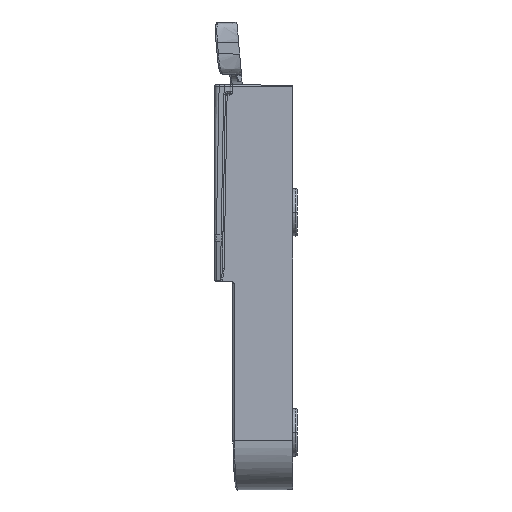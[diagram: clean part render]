
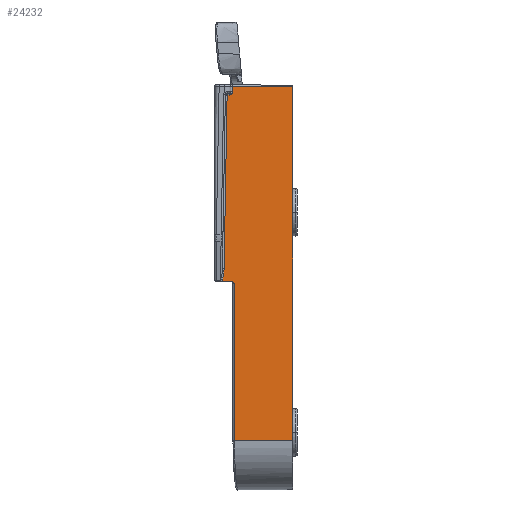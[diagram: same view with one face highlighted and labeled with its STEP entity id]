
A CAD part, left-side view. The second image highlights one B-rep face of the part: STEP entity #24232.
In plain terms, the highlighted planar face has unit normal (-1, -0.009, 0).
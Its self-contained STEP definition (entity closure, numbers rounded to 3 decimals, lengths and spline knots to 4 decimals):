
#7=CARTESIAN_POINT('',(-0.9796,-0.374,2.7428));
#91=CARTESIAN_POINT('',(-0.9796,-0.374,
0.3393));
#105=DIRECTION('',(0.,0.,1.));
#106=VECTOR('',#105,2.4035);
#107=CARTESIAN_POINT('',(-0.9796,-0.374,
0.3393));
#108=LINE('',#107,#106);
#286=DIRECTION('',(0.,0.,1.));
#287=VECTOR('',#286,0.0369);
#288=CARTESIAN_POINT('',(-0.9832,0.0355,
2.7095));
#289=LINE('',#288,#287);
#290=DIRECTION('',(0.009,-1.,-0.009));
#291=VECTOR('',#290,0.4096);
#292=CARTESIAN_POINT('',(-0.9832,0.0355,
2.7464));
#293=LINE('',#292,#291);
#294=DIRECTION('',(-0.009,1.,-0.009));
#295=VECTOR('',#294,0.3966);
#296=CARTESIAN_POINT('',(-0.9796,-0.374,
0.3393));
#297=LINE('',#296,#295);
#298=DIRECTION('',(0.,0.,1.));
#299=VECTOR('',#298,1.0705);
#300=CARTESIAN_POINT('',(-0.9831,0.0226,
0.3358));
#301=LINE('',#300,#299);
#302=DIRECTION('',(0.,0.017,-1.));
#303=VECTOR('',#302,0.0028);
#304=CARTESIAN_POINT('',(-0.9838,0.1063,
1.4197));
#305=LINE('',#304,#303);
#306=CARTESIAN_POINT('',(-0.9838,0.1093,
1.4198));
#307=CARTESIAN_POINT('',(-0.9838,0.1086,
1.421));
#308=CARTESIAN_POINT('',(-0.9838,0.1071,
1.4237));
#309=CARTESIAN_POINT('',(-0.9838,0.105,
1.4284));
#310=CARTESIAN_POINT('',(-0.9838,0.1031,
1.4338));
#311=CARTESIAN_POINT('',(-0.9838,0.1013,
1.44));
#312=CARTESIAN_POINT('',(-0.9838,0.0996,
1.4469));
#313=CARTESIAN_POINT('',(-0.9837,0.098,
1.4547));
#314=CARTESIAN_POINT('',(-0.9837,0.0965,
1.4634));
#315=CARTESIAN_POINT('',(-0.9837,0.0953,
1.4731));
#316=CARTESIAN_POINT('',(-0.9837,0.0942,
1.4838));
#317=CARTESIAN_POINT('',(-0.9837,0.0934,
1.4958));
#318=CARTESIAN_POINT('',(-0.9837,0.0931,
1.5046));
#319=CARTESIAN_POINT('',(-0.9837,0.093,
1.5093));
#321=DIRECTION('',(0.,-0.017,1.));
#322=VECTOR('',#321,1.1767);
#323=CARTESIAN_POINT('',(-0.9837,0.093,
1.5093));
#324=LINE('',#323,#322);
#325=DIRECTION('',(0.009,-1.,0.009));
#326=VECTOR('',#325,0.0135);
#327=CARTESIAN_POINT('',(-0.9835,0.0724,
2.6858));
#328=LINE('',#327,#326);
#329=CARTESIAN_POINT('',(-0.9834,0.059,
2.6859));
#330=CARTESIAN_POINT('',(-0.9834,0.0579,
2.6859));
#331=CARTESIAN_POINT('',(-0.9834,0.0557,
2.6861));
#332=CARTESIAN_POINT('',(-0.9834,0.0524,
2.6868));
#333=CARTESIAN_POINT('',(-0.9833,0.0493,
2.688));
#334=CARTESIAN_POINT('',(-0.9833,0.0463,
2.6896));
#335=CARTESIAN_POINT('',(-0.9833,0.0436,
2.6916));
#336=CARTESIAN_POINT('',(-0.9833,0.0412,
2.694));
#337=CARTESIAN_POINT('',(-0.9832,0.0392,
2.6967));
#338=CARTESIAN_POINT('',(-0.9832,0.0376,
2.6997));
#339=CARTESIAN_POINT('',(-0.9832,0.0364,
2.7029));
#340=CARTESIAN_POINT('',(-0.9832,0.0357,
2.7062));
#341=CARTESIAN_POINT('',(-0.9832,0.0355,
2.7084));
#342=CARTESIAN_POINT('',(-0.9832,0.0355,
2.7095));
#415=CARTESIAN_POINT('',(-0.9838,0.1093,
1.4198));
#416=CARTESIAN_POINT('',(-0.9838,0.109,
1.4198));
#417=CARTESIAN_POINT('',(-0.9838,0.1083,
1.4198));
#418=CARTESIAN_POINT('',(-0.9838,0.1073,
1.4198));
#419=CARTESIAN_POINT('',(-0.9838,0.1066,
1.4197));
#420=CARTESIAN_POINT('',(-0.9838,0.1063,
1.4197));
#530=DIRECTION('',(0.009,-1.,-0.009));
#531=VECTOR('',#530,0.0667);
#532=CARTESIAN_POINT('',(-0.9838,0.1063,
1.4169));
#533=LINE('',#532,#531);
#13689=CARTESIAN_POINT('',(-0.9832,0.0396,
1.4163));
#13690=CARTESIAN_POINT('',(-0.9832,0.0388,
1.4163));
#13691=CARTESIAN_POINT('',(-0.9832,0.0372,
1.4161));
#13692=CARTESIAN_POINT('',(-0.9832,0.035,
1.4156));
#13693=CARTESIAN_POINT('',(-0.9832,0.033,
1.4147));
#13694=CARTESIAN_POINT('',(-0.9832,0.0312,
1.4137));
#13695=CARTESIAN_POINT('',(-0.9832,0.0295,
1.4126));
#13696=CARTESIAN_POINT('',(-0.9831,0.028,
1.4114));
#13697=CARTESIAN_POINT('',(-0.9831,0.0266,
1.4102));
#13698=CARTESIAN_POINT('',(-0.9831,0.0252,
1.4089));
#13699=CARTESIAN_POINT('',(-0.9831,0.0239,
1.4077));
#13700=CARTESIAN_POINT('',(-0.9831,0.023,
1.4068));
#13701=CARTESIAN_POINT('',(-0.9831,0.0226,
1.4063));
#21451=VERTEX_POINT('',#91);
#21519=CARTESIAN_POINT('',(-0.9831,0.0226,
0.3358));
#21520=VERTEX_POINT('',#21519);
#21545=VERTEX_POINT('',#13689);
#21546=VERTEX_POINT('',#13701);
#21585=VERTEX_POINT('',#415);
#21586=VERTEX_POINT('',#420);
#21592=CARTESIAN_POINT('',(-0.9835,0.0724,
2.6858));
#21593=CARTESIAN_POINT('',(-0.9834,0.059,
2.6859));
#21594=VERTEX_POINT('',#21592);
#21595=VERTEX_POINT('',#21593);
#21600=CARTESIAN_POINT('',(-0.9832,0.0355,
2.7095));
#21602=VERTEX_POINT('',#21600);
#22142=CARTESIAN_POINT('',(-0.9832,0.0355,
2.7464));
#22143=VERTEX_POINT('',#22142);
#22205=VERTEX_POINT('',#7);
#23769=CARTESIAN_POINT('',(-0.9838,0.1063,
1.4169));
#23770=VERTEX_POINT('',#23769);
#23786=CARTESIAN_POINT('',(-0.9837,0.093,
1.5093));
#23787=VERTEX_POINT('',#23786);
#24201=CARTESIAN_POINT('',(-0.9843,0.1555,
-0.0633));
#24202=DIRECTION('',(1.,0.009,0.));
#24203=DIRECTION('',(0.,0.,-1.));
#24204=AXIS2_PLACEMENT_3D('',#24201,#24202,#24203);
#24205=PLANE('',#24204);
#24207=ORIENTED_EDGE('',*,*,#24206,.T.);
#24208=ORIENTED_EDGE('',*,*,#24192,.T.);
#24209=ORIENTED_EDGE('',*,*,#24061,.F.);
#24211=ORIENTED_EDGE('',*,*,#24210,.T.);
#24213=ORIENTED_EDGE('',*,*,#24212,.T.);
#24215=ORIENTED_EDGE('',*,*,#24214,.F.);
#24217=ORIENTED_EDGE('',*,*,#24216,.F.);
#24219=ORIENTED_EDGE('',*,*,#24218,.F.);
#24221=ORIENTED_EDGE('',*,*,#24220,.F.);
#24223=ORIENTED_EDGE('',*,*,#24222,.T.);
#24225=ORIENTED_EDGE('',*,*,#24224,.T.);
#24227=ORIENTED_EDGE('',*,*,#24226,.T.);
#24229=ORIENTED_EDGE('',*,*,#24228,.T.);
#24230=EDGE_LOOP('',(#24207,#24208,#24209,#24211,#24213,#24215,#24217,#24219,
#24221,#24223,#24225,#24227,#24229));
#24231=FACE_OUTER_BOUND('',#24230,.F.);
#24232=ADVANCED_FACE('',(#24231),#24205,.F.);
#320=B_SPLINE_CURVE_WITH_KNOTS('',3,(#306,#307,#308,#309,#310,#311,#312,#313,
#314,#315,#316,#317,#318,#319),.UNSPECIFIED.,.F.,.F.,(4,1,1,1,1,1,1,1,1,1,1,4),(
0.,0.0909,0.1818,0.2727,0.3636,
0.4545,0.5455,0.6364,0.7273,
0.8182,0.9091,1.),.UNSPECIFIED.);
#343=B_SPLINE_CURVE_WITH_KNOTS('',3,(#329,#330,#331,#332,#333,#334,#335,#336,
#337,#338,#339,#340,#341,#342),.UNSPECIFIED.,.F.,.F.,(4,1,1,1,1,1,1,1,1,1,1,4),(
0.,0.0909,0.1818,0.2727,0.3636,
0.4545,0.5455,0.6364,0.7273,
0.8182,0.9091,1.),.UNSPECIFIED.);
#421=B_SPLINE_CURVE_WITH_KNOTS('',3,(#415,#416,#417,#418,#419,#420),
.UNSPECIFIED.,.F.,.F.,(4,1,1,4),(0.,0.3333,0.6667,1.),
.UNSPECIFIED.);
#13702=B_SPLINE_CURVE_WITH_KNOTS('',3,(#13689,#13690,#13691,#13692,#13693,
#13694,#13695,#13696,#13697,#13698,#13699,#13700,#13701),.UNSPECIFIED.,.F.,.F.,(
4,1,1,1,1,1,1,1,1,1,4),(0.,0.1,0.2,0.3,0.4,0.5,0.6,0.7,0.8,
0.9,1.),.UNSPECIFIED.);
#24061=EDGE_CURVE('',#21451,#22205,#108,.T.);
#24192=EDGE_CURVE('',#22143,#22205,#293,.T.);
#24206=EDGE_CURVE('',#21602,#22143,#289,.T.);
#24210=EDGE_CURVE('',#21451,#21520,#297,.T.);
#24212=EDGE_CURVE('',#21520,#21546,#301,.T.);
#24214=EDGE_CURVE('',#21545,#21546,#13702,.T.);
#24216=EDGE_CURVE('',#23770,#21545,#533,.T.);
#24218=EDGE_CURVE('',#21586,#23770,#305,.T.);
#24220=EDGE_CURVE('',#21585,#21586,#421,.T.);
#24222=EDGE_CURVE('',#21585,#23787,#320,.T.);
#24224=EDGE_CURVE('',#23787,#21594,#324,.T.);
#24226=EDGE_CURVE('',#21594,#21595,#328,.T.);
#24228=EDGE_CURVE('',#21595,#21602,#343,.T.);
